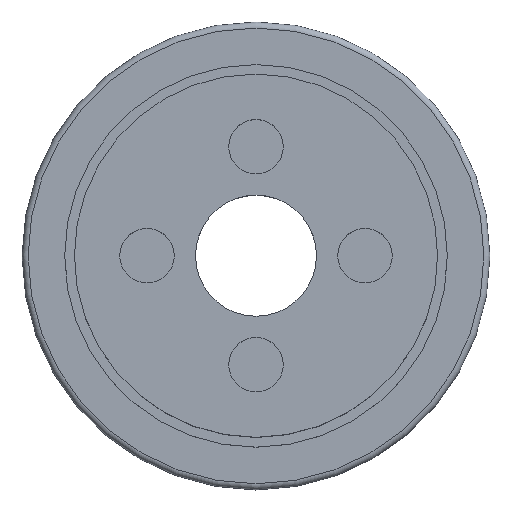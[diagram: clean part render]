
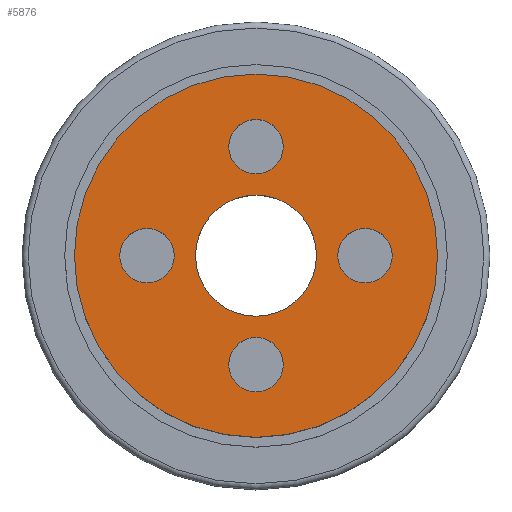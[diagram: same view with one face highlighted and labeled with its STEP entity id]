
A CAD part, top view. The second image highlights one B-rep face of the part: STEP entity #5876.
In plain terms, the highlighted planar face has unit normal (0, 0, 1).
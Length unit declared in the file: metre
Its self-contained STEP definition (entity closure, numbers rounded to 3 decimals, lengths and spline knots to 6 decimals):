
#329=FACE_BOUND('',#691,.T.);
#330=FACE_BOUND('',#692,.T.);
#331=FACE_BOUND('',#693,.T.);
#332=FACE_BOUND('',#694,.T.);
#333=FACE_BOUND('',#695,.T.);
#343=PLANE('',#6231);
#357=FACE_OUTER_BOUND('',#690,.T.);
#690=EDGE_LOOP('',(#3737));
#691=EDGE_LOOP('',(#3738));
#692=EDGE_LOOP('',(#3739));
#693=EDGE_LOOP('',(#3740));
#694=EDGE_LOOP('',(#3741));
#695=EDGE_LOOP('',(#3742));
#1669=CIRCLE('',#6216,0.00225);
#1671=CIRCLE('',#6220,0.00225);
#1673=CIRCLE('',#6224,0.00225);
#1675=CIRCLE('',#6228,0.00225);
#1677=CIRCLE('',#6232,0.015);
#1678=CIRCLE('',#6233,0.005);
#2106=VERTEX_POINT('',#8539);
#2108=VERTEX_POINT('',#8546);
#2110=VERTEX_POINT('',#8553);
#2112=VERTEX_POINT('',#8560);
#2114=VERTEX_POINT('',#8567);
#2115=VERTEX_POINT('',#8569);
#2750=EDGE_CURVE('',#2106,#2106,#1669,.T.);
#2753=EDGE_CURVE('',#2108,#2108,#1671,.T.);
#2756=EDGE_CURVE('',#2110,#2110,#1673,.T.);
#2759=EDGE_CURVE('',#2112,#2112,#1675,.T.);
#2762=EDGE_CURVE('',#2114,#2114,#1677,.T.);
#2763=EDGE_CURVE('',#2115,#2115,#1678,.T.);
#3737=ORIENTED_EDGE('',*,*,#2762,.T.);
#3738=ORIENTED_EDGE('',*,*,#2750,.T.);
#3739=ORIENTED_EDGE('',*,*,#2753,.T.);
#3740=ORIENTED_EDGE('',*,*,#2756,.T.);
#3741=ORIENTED_EDGE('',*,*,#2759,.T.);
#3742=ORIENTED_EDGE('',*,*,#2763,.T.);
#5876=ADVANCED_FACE('',(#357,#329,#330,#331,#332,#333),#343,.T.);
#6216=AXIS2_PLACEMENT_3D('',#8540,#6885,#6886);
#6220=AXIS2_PLACEMENT_3D('',#8547,#6894,#6895);
#6224=AXIS2_PLACEMENT_3D('',#8554,#6903,#6904);
#6228=AXIS2_PLACEMENT_3D('',#8561,#6912,#6913);
#6231=AXIS2_PLACEMENT_3D('',#8566,#6919,#6920);
#6232=AXIS2_PLACEMENT_3D('',#8568,#6921,#6922);
#6233=AXIS2_PLACEMENT_3D('',#8570,#6923,#6924);
#6885=DIRECTION('center_axis',(0.,0.,-1.));
#6886=DIRECTION('ref_axis',(-1.,0.,0.));
#6894=DIRECTION('center_axis',(0.,0.,-1.));
#6895=DIRECTION('ref_axis',(-1.,0.,0.));
#6903=DIRECTION('center_axis',(0.,0.,-1.));
#6904=DIRECTION('ref_axis',(-1.,0.,0.));
#6912=DIRECTION('center_axis',(0.,0.,-1.));
#6913=DIRECTION('ref_axis',(-1.,0.,0.));
#6919=DIRECTION('center_axis',(0.,0.,1.));
#6920=DIRECTION('ref_axis',(1.,0.,0.));
#6921=DIRECTION('center_axis',(0.,0.,1.));
#6922=DIRECTION('ref_axis',(-1.,0.,0.));
#6923=DIRECTION('center_axis',(0.,0.,-1.));
#6924=DIRECTION('ref_axis',(1.,0.,0.));
#8539=CARTESIAN_POINT('',(0.00225,0.009,0.0215));
#8540=CARTESIAN_POINT('Origin',(0.,0.009,0.0215));
#8546=CARTESIAN_POINT('',(0.01125,0.,0.0215));
#8547=CARTESIAN_POINT('Origin',(0.009,0.,
0.0215));
#8553=CARTESIAN_POINT('',(-0.00675,0.,0.0215));
#8554=CARTESIAN_POINT('Origin',(-0.009,0.,
0.0215));
#8560=CARTESIAN_POINT('',(0.00225,-0.009,0.0215));
#8561=CARTESIAN_POINT('Origin',(0.,-0.009,
0.0215));
#8566=CARTESIAN_POINT('Origin',(0.0075,0.,0.0215));
#8567=CARTESIAN_POINT('',(0.015,0.,0.0215));
#8568=CARTESIAN_POINT('Origin',(0.,0.,0.0215));
#8569=CARTESIAN_POINT('',(0.005,0.,0.0215));
#8570=CARTESIAN_POINT('Origin',(0.,0.,
0.0215));
